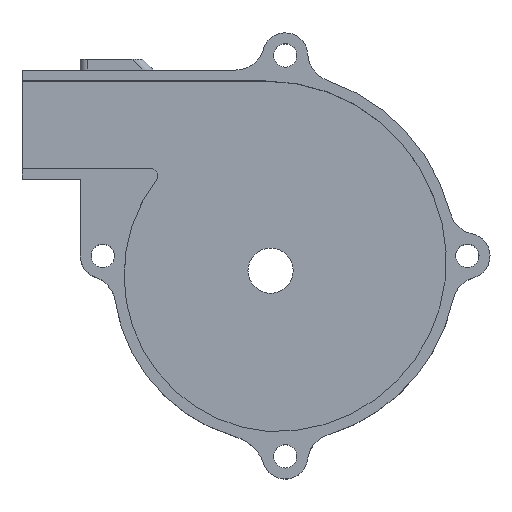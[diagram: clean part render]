
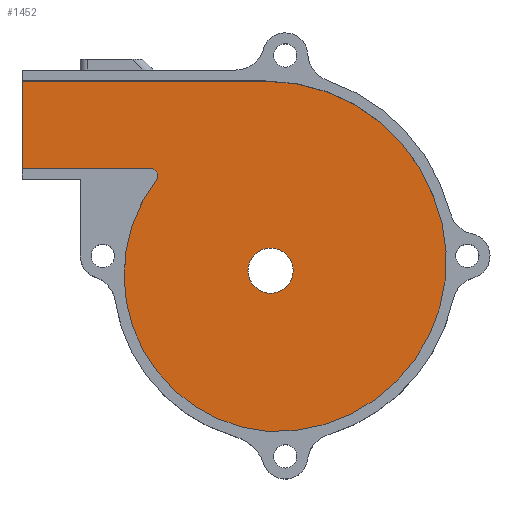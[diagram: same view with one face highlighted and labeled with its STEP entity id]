
A CAD part, top view. The second image highlights one B-rep face of the part: STEP entity #1452.
In plain terms, the highlighted planar face has unit normal (0, 0, 1).
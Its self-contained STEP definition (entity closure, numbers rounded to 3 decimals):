
#730 = VERTEX_POINT('',#731);
#731 = CARTESIAN_POINT('',(-34.1,14.,1.));
#737 = EDGE_CURVE('',#730,#738,#740,.T.);
#738 = VERTEX_POINT('',#739);
#739 = CARTESIAN_POINT('',(-34.1,26.,1.));
#740 = LINE('',#741,#742);
#741 = CARTESIAN_POINT('',(-34.1,14.,1.));
#742 = VECTOR('',#743,1.);
#743 = DIRECTION('',(0.,1.,0.));
#762 = VERTEX_POINT('',#763);
#763 = CARTESIAN_POINT('',(-16.487,14.,1.));
#769 = EDGE_CURVE('',#762,#730,#770,.T.);
#770 = LINE('',#771,#772);
#771 = CARTESIAN_POINT('',(-16.487,14.,1.));
#772 = VECTOR('',#773,1.);
#773 = DIRECTION('',(-1.,0.,0.));
#786 = VERTEX_POINT('',#787);
#787 = CARTESIAN_POINT('',(-15.692,12.393,1.));
#793 = EDGE_CURVE('',#786,#762,#794,.T.);
#794 = CIRCLE('',#795,1.);
#795 = AXIS2_PLACEMENT_3D('',#796,#797,#798);
#796 = CARTESIAN_POINT('',(-16.487,13.,1.));
#797 = DIRECTION('',(0.,0.,1.));
#798 = DIRECTION('',(1.,0.,0.));
#811 = EDGE_CURVE('',#786,#812,#814,.T.);
#812 = VERTEX_POINT('',#813);
#813 = CARTESIAN_POINT('',(-0.41,-22.074,1.));
#814 = CIRCLE('',#815,21.5);
#815 = AXIS2_PLACEMENT_3D('',#816,#817,#818);
#816 = CARTESIAN_POINT('',(1.4,-0.65,1.));
#817 = DIRECTION('',(0.,0.,1.));
#818 = DIRECTION('',(1.,0.,0.));
#836 = EDGE_CURVE('',#812,#837,#839,.T.);
#837 = VERTEX_POINT('',#838);
#838 = CARTESIAN_POINT('',(22.332,10.222,1.));
#839 = CIRCLE('',#840,23.4);
#840 = AXIS2_PLACEMENT_3D('',#841,#842,#843);
#841 = CARTESIAN_POINT('',(0.7,1.3,1.));
#842 = DIRECTION('',(0.,0.,1.));
#843 = DIRECTION('',(1.,0.,0.));
#861 = EDGE_CURVE('',#837,#862,#864,.T.);
#862 = VERTEX_POINT('',#863);
#863 = CARTESIAN_POINT('',(-0.7,26.,1.));
#864 = CIRCLE('',#865,24.7);
#865 = AXIS2_PLACEMENT_3D('',#866,#867,#868);
#866 = CARTESIAN_POINT('',(-0.7,1.3,1.));
#867 = DIRECTION('',(0.,0.,1.));
#868 = DIRECTION('',(1.,0.,0.));
#886 = EDGE_CURVE('',#862,#738,#887,.T.);
#887 = LINE('',#888,#889);
#888 = CARTESIAN_POINT('',(-0.7,26.,1.));
#889 = VECTOR('',#890,1.);
#890 = DIRECTION('',(-1.,0.,0.));
#1452 = ADVANCED_FACE('',(#1453,#1462),#1473,.T.);
#1453 = FACE_BOUND('',#1454,.T.);
#1454 = EDGE_LOOP('',(#1455,#1456,#1457,#1458,#1459,#1460,#1461));
#1455 = ORIENTED_EDGE('',*,*,#811,.T.);
#1456 = ORIENTED_EDGE('',*,*,#836,.T.);
#1457 = ORIENTED_EDGE('',*,*,#861,.T.);
#1458 = ORIENTED_EDGE('',*,*,#886,.T.);
#1459 = ORIENTED_EDGE('',*,*,#737,.F.);
#1460 = ORIENTED_EDGE('',*,*,#769,.F.);
#1461 = ORIENTED_EDGE('',*,*,#793,.F.);
#1462 = FACE_BOUND('',#1463,.T.);
#1463 = EDGE_LOOP('',(#1464));
#1464 = ORIENTED_EDGE('',*,*,#1465,.T.);
#1465 = EDGE_CURVE('',#1466,#1466,#1468,.T.);
#1466 = VERTEX_POINT('',#1467);
#1467 = CARTESIAN_POINT('',(3.1,0.,1.));
#1468 = CIRCLE('',#1469,3.1);
#1469 = AXIS2_PLACEMENT_3D('',#1470,#1471,#1472);
#1470 = CARTESIAN_POINT('',(0.,0.,1.));
#1471 = DIRECTION('',(0.,0.,-1.));
#1472 = DIRECTION('',(1.,0.,0.));
#1473 = PLANE('',#1474);
#1474 = AXIS2_PLACEMENT_3D('',#1475,#1476,#1477);
#1475 = CARTESIAN_POINT('',(-5.351,6.458,1.));
#1476 = DIRECTION('',(0.,0.,1.));
#1477 = DIRECTION('',(1.,0.,0.));
